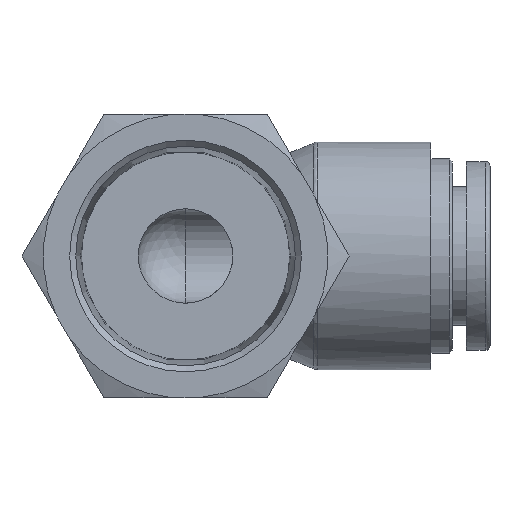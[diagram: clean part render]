
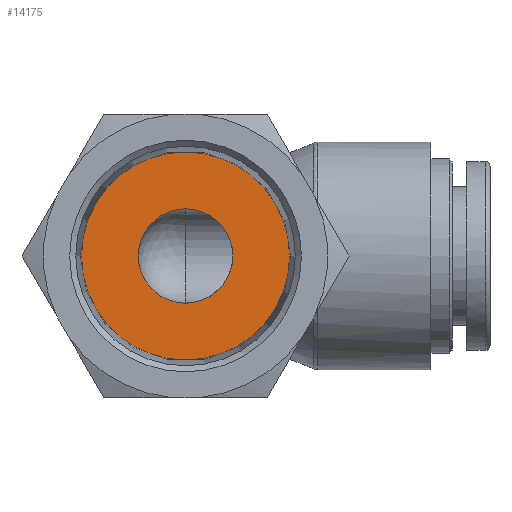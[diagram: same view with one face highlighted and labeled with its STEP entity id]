
A CAD part, front view. The second image highlights one B-rep face of the part: STEP entity #14175.
In plain terms, the highlighted face is planar.
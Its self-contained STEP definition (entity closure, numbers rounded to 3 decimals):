
#14008=CARTESIAN_POINT('',(-17.3,8.815,0.0));
#14009=VERTEX_POINT('',#14008);
#14010=CARTESIAN_POINT('',(-17.3,0.,0.0));
#14011=DIRECTION('',(-1.0,0.0,0.0));
#14012=DIRECTION('',(0.0,1.0,0.0));
#14013=AXIS2_PLACEMENT_3D('',#14010,#14011,#14012);
#14014=CIRCLE('',#14013,8.816);
#14015=EDGE_CURVE('',#14009,#14009,#14014,.T.);
#14152=CARTESIAN_POINT('',(-17.3,4.,0.0));
#14153=VERTEX_POINT('',#14152);
#14154=CARTESIAN_POINT('',(-17.3,0.,0.0));
#14155=DIRECTION('',(-1.0,0.0,0.0));
#14156=DIRECTION('',(0.0,1.0,0.0));
#14157=AXIS2_PLACEMENT_3D('',#14154,#14155,#14156);
#14158=CIRCLE('',#14157,4.);
#14159=EDGE_CURVE('',#14153,#14153,#14158,.T.);
#14164=CARTESIAN_POINT('',(-17.3,6.408,0.0));
#14165=DIRECTION('',(1.0,0.0,0.0));
#14166=DIRECTION('',(0.0,0.0,-1.0));
#14167=AXIS2_PLACEMENT_3D('',#14164,#14165,#14166);
#14168=PLANE('',#14167);
#14169=ORIENTED_EDGE('',*,*,#14015,.T.);
#14170=EDGE_LOOP('',(#14169));
#14171=FACE_OUTER_BOUND('',#14170,.T.);
#14172=ORIENTED_EDGE('',*,*,#14159,.F.);
#14173=EDGE_LOOP('',(#14172));
#14174=FACE_BOUND('',#14173,.T.);
#14175=ADVANCED_FACE('',(#14171,#14174),#14168,.F.);
